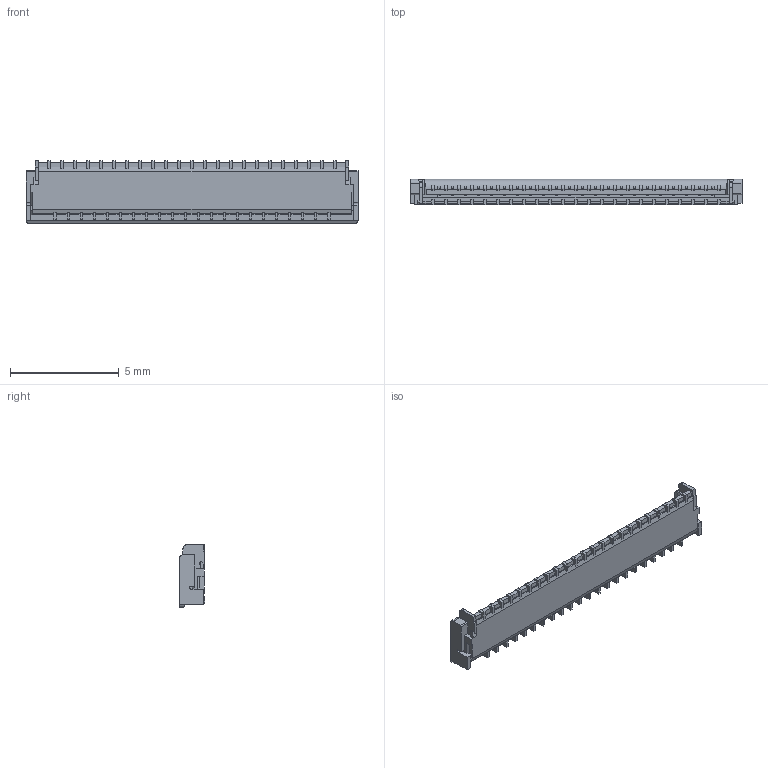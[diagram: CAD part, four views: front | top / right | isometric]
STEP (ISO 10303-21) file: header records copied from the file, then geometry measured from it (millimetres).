
FILE_DESCRIPTION((''),'2;1');
FILE_NAME('C-1-2013496-8','2014-08-04T',('workeradm'),('Tyco Electronics Ltd.'),'PRO/ENGINEER BY PARAMETRIC TECHNOLOGY CORPORATION, 2013050','PRO/ENGINEER BY PARAMETRIC TECHNOLOGY CORPORATION, 2013050','');
FILE_SCHEMA(('AUTOMOTIVE_DESIGN { 1 0 10303 214 1 1 1 1 }'));
Length unit declared in the file: millimetre
Products named in the file (1): C-1-2013496-8
Bounding box: 15.3 x 1.17 x 2.9 mm (x, y, z)
Volume: 35.7 mm3; surface area: 154.2 mm2
Topology: 1 solids, 1 shells, 940 faces, 2823 edges, 1878 vertices
Faces by surface type: plane 738, cylinder 202
Entity records: 31840 total; most frequent: CARTESIAN_POINT 5694, ORIENTED_EDGE 5646, DIRECTION 5191, EDGE_CURVE 2823, VECTOR 2307, LINE 2307, VERTEX_POINT 1878, AXIS2_PLACEMENT_3D 1442
